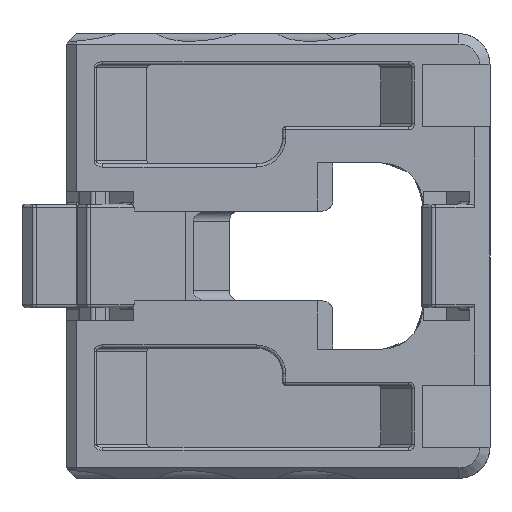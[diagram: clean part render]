
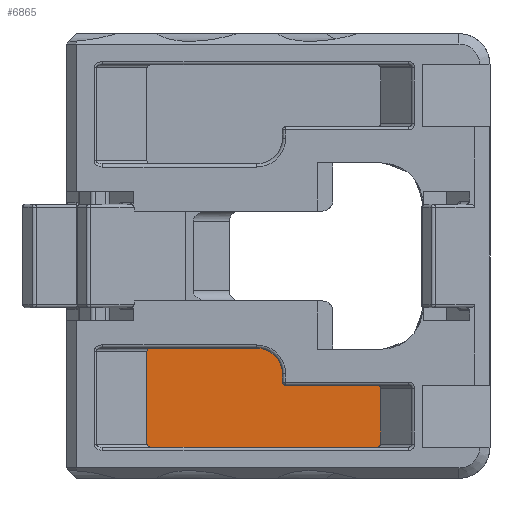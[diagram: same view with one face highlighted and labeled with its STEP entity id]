
A CAD part, front view. The second image highlights one B-rep face of the part: STEP entity #6865.
In plain terms, the highlighted planar face has unit normal (0, -1, 0).
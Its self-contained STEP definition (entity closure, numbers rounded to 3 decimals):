
#6712=CARTESIAN_POINT('',(30.428,5.,-12.8));
#6713=VERTEX_POINT('',#6712);
#6720=CARTESIAN_POINT('',(30.428,5.,-18.2));
#6721=VERTEX_POINT('',#6720);
#6722=CARTESIAN_POINT('',(30.428,5.,-12.8));
#6723=DIRECTION('',(0.0,0.0,-1.0));
#6724=VECTOR('',#6723,5.4);
#6725=LINE('',#6722,#6724);
#6726=EDGE_CURVE('',#6713,#6721,#6725,.T.);
#6737=CARTESIAN_POINT('',(30.428,5.,-12.5));
#6738=DIRECTION('',(0.0,1.0,0.0));
#6739=DIRECTION('',(-1.0,0.0,0.0));
#6740=AXIS2_PLACEMENT_3D('',#6737,#6738,#6739);
#6741=PLANE('',#6740);
#6742=CARTESIAN_POINT('',(20.928,5.,-11.4));
#6743=VERTEX_POINT('',#6742);
#6744=CARTESIAN_POINT('',(20.928,5.,-12.2));
#6745=VERTEX_POINT('',#6744);
#6746=CARTESIAN_POINT('',(20.928,5.,-11.4));
#6747=DIRECTION('',(0.0,0.0,-1.0));
#6748=VECTOR('',#6747,0.8);
#6749=LINE('',#6746,#6748);
#6750=EDGE_CURVE('',#6743,#6745,#6749,.T.);
#6751=ORIENTED_EDGE('',*,*,#6750,.F.);
#6752=CARTESIAN_POINT('',(18.428,5.,-8.9));
#6753=VERTEX_POINT('',#6752);
#6754=CARTESIAN_POINT('',(18.428,5.,-11.4));
#6755=DIRECTION('',(0.0,-1.0,0.0));
#6756=DIRECTION('',(-1.0,0.0,0.0));
#6757=AXIS2_PLACEMENT_3D('',#6754,#6755,#6756);
#6758=CIRCLE('',#6757,2.5);
#6759=EDGE_CURVE('',#6743,#6753,#6758,.T.);
#6760=ORIENTED_EDGE('',*,*,#6759,.T.);
#6761=CARTESIAN_POINT('',(8.253,5.,-8.9));
#6762=VERTEX_POINT('',#6761);
#6763=CARTESIAN_POINT('',(8.253,5.,-8.9));
#6764=DIRECTION('',(1.0,0.0,0.0));
#6765=VECTOR('',#6764,10.176);
#6766=LINE('',#6763,#6765);
#6767=EDGE_CURVE('',#6762,#6753,#6766,.T.);
#6768=ORIENTED_EDGE('',*,*,#6767,.F.);
#6769=CARTESIAN_POINT('',(7.828,5.,-9.2));
#6770=VERTEX_POINT('',#6769);
#6771=CARTESIAN_POINT('',(8.253,5.,-8.9));
#6772=CARTESIAN_POINT('',(8.004,5.,-8.9));
#6773=CARTESIAN_POINT('',(7.828,5.,-9.024));
#6774=CARTESIAN_POINT('',(7.828,5.,-9.2));
#6782=(BOUNDED_CURVE()B_SPLINE_CURVE(3,(#6771,#6772,#6773,#6774),.UNSPECIFIED.,.F.,.U.)B_SPLINE_CURVE_WITH_KNOTS((4,4),(4.712,6.283),.UNSPECIFIED.)CURVE()GEOMETRIC_REPRESENTATION_ITEM()RATIONAL_B_SPLINE_CURVE((1.0,0.805,0.805,1.0))REPRESENTATION_ITEM(''));
#6783=EDGE_CURVE('',#6762,#6770,#6782,.T.);
#6784=ORIENTED_EDGE('',*,*,#6783,.T.);
#6785=CARTESIAN_POINT('',(7.828,5.,-18.2));
#6786=VERTEX_POINT('',#6785);
#6787=CARTESIAN_POINT('',(7.828,5.,-9.2));
#6788=DIRECTION('',(0.0,0.0,-1.0));
#6789=VECTOR('',#6788,9.);
#6790=LINE('',#6787,#6789);
#6791=EDGE_CURVE('',#6770,#6786,#6790,.T.);
#6792=ORIENTED_EDGE('',*,*,#6791,.T.);
#6793=CARTESIAN_POINT('',(8.253,5.,-18.5));
#6794=VERTEX_POINT('',#6793);
#6795=CARTESIAN_POINT('',(7.828,5.,-18.2));
#6796=CARTESIAN_POINT('',(7.828,5.,-18.376));
#6797=CARTESIAN_POINT('',(8.004,5.,-18.5));
#6798=CARTESIAN_POINT('',(8.253,5.,-18.5));
#6806=(BOUNDED_CURVE()B_SPLINE_CURVE(3,(#6795,#6796,#6797,#6798),.UNSPECIFIED.,.F.,.U.)B_SPLINE_CURVE_WITH_KNOTS((4,4),(3.142,4.712),.UNSPECIFIED.)CURVE()GEOMETRIC_REPRESENTATION_ITEM()RATIONAL_B_SPLINE_CURVE((1.0,0.805,0.805,1.0))REPRESENTATION_ITEM(''));
#6807=EDGE_CURVE('',#6786,#6794,#6806,.T.);
#6808=ORIENTED_EDGE('',*,*,#6807,.T.);
#6809=CARTESIAN_POINT('',(30.004,5.,-18.5));
#6810=VERTEX_POINT('',#6809);
#6811=CARTESIAN_POINT('',(8.253,5.,-18.5));
#6812=DIRECTION('',(1.0,0.0,0.0));
#6813=VECTOR('',#6812,21.751);
#6814=LINE('',#6811,#6813);
#6815=EDGE_CURVE('',#6794,#6810,#6814,.T.);
#6816=ORIENTED_EDGE('',*,*,#6815,.T.);
#6817=CARTESIAN_POINT('',(30.004,5.,-18.5));
#6818=CARTESIAN_POINT('',(30.253,5.,-18.5));
#6819=CARTESIAN_POINT('',(30.428,5.,-18.376));
#6820=CARTESIAN_POINT('',(30.428,5.,-18.2));
#6828=(BOUNDED_CURVE()B_SPLINE_CURVE(3,(#6817,#6818,#6819,#6820),.UNSPECIFIED.,.F.,.U.)B_SPLINE_CURVE_WITH_KNOTS((4,4),(4.712,6.283),.UNSPECIFIED.)CURVE()GEOMETRIC_REPRESENTATION_ITEM()RATIONAL_B_SPLINE_CURVE((1.0,0.805,0.805,1.0))REPRESENTATION_ITEM(''));
#6829=EDGE_CURVE('',#6810,#6721,#6828,.T.);
#6830=ORIENTED_EDGE('',*,*,#6829,.T.);
#6831=ORIENTED_EDGE('',*,*,#6726,.F.);
#6832=CARTESIAN_POINT('',(30.004,5.,-12.5));
#6833=VERTEX_POINT('',#6832);
#6834=CARTESIAN_POINT('',(30.428,5.,-12.8));
#6835=CARTESIAN_POINT('',(30.428,5.,-12.624));
#6836=CARTESIAN_POINT('',(30.253,5.,-12.5));
#6837=CARTESIAN_POINT('',(30.004,5.,-12.5));
#6845=(BOUNDED_CURVE()B_SPLINE_CURVE(3,(#6834,#6835,#6836,#6837),.UNSPECIFIED.,.F.,.U.)B_SPLINE_CURVE_WITH_KNOTS((4,4),(3.142,4.712),.UNSPECIFIED.)CURVE()GEOMETRIC_REPRESENTATION_ITEM()RATIONAL_B_SPLINE_CURVE((1.0,0.805,0.805,1.0))REPRESENTATION_ITEM(''));
#6846=EDGE_CURVE('',#6713,#6833,#6845,.T.);
#6847=ORIENTED_EDGE('',*,*,#6846,.T.);
#6848=CARTESIAN_POINT('',(21.228,5.,-12.5));
#6849=VERTEX_POINT('',#6848);
#6850=CARTESIAN_POINT('',(21.228,5.,-12.5));
#6851=DIRECTION('',(1.0,0.0,0.0));
#6852=VECTOR('',#6851,8.776);
#6853=LINE('',#6850,#6852);
#6854=EDGE_CURVE('',#6849,#6833,#6853,.T.);
#6855=ORIENTED_EDGE('',*,*,#6854,.F.);
#6856=CARTESIAN_POINT('',(21.228,5.,-12.2));
#6857=DIRECTION('',(0.0,1.0,0.0));
#6858=DIRECTION('',(-1.0,0.0,0.0));
#6859=AXIS2_PLACEMENT_3D('',#6856,#6857,#6858);
#6860=CIRCLE('',#6859,0.3);
#6861=EDGE_CURVE('',#6849,#6745,#6860,.T.);
#6862=ORIENTED_EDGE('',*,*,#6861,.T.);
#6863=EDGE_LOOP('',(#6751,#6760,#6768,#6784,#6792,#6808,#6816,#6830,#6831,#6847,#6855,#6862));
#6864=FACE_OUTER_BOUND('',#6863,.T.);
#6865=ADVANCED_FACE('',(#6864),#6741,.F.);
